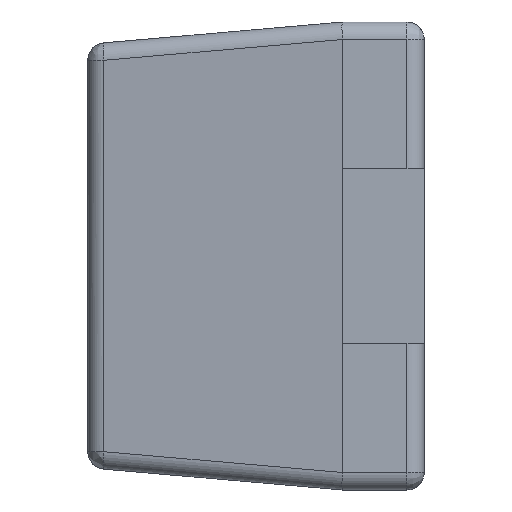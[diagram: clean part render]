
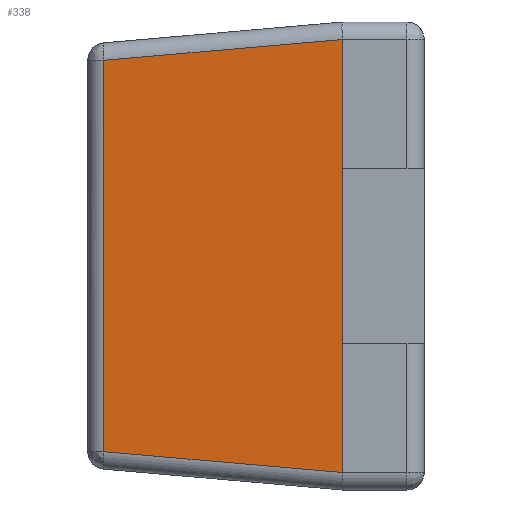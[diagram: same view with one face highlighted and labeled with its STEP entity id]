
A CAD part, left-side view. The second image highlights one B-rep face of the part: STEP entity #338.
In plain terms, the highlighted planar face has unit normal (-0.996, 0.087, 0).
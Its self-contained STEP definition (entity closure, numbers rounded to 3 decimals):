
#338=ADVANCED_FACE('',(#339),#383,.T.);
#339=FACE_BOUND('',#340,.T.);
#340=EDGE_LOOP('',(#341,#350,#357,#364,#371,#378));
#341=ORIENTED_EDGE('',*,*,#342,.T.);
#342=EDGE_CURVE('',#343,#345,#347,.T.);
#343=VERTEX_POINT('',#344);
#344=CARTESIAN_POINT('',(-0.6,0.0,0.37));
#345=VERTEX_POINT('',#346);
#346=CARTESIAN_POINT('',(-0.6,0.0,0.37));
#347=B_SPLINE_CURVE_WITH_KNOTS('',1,(#348,#349),.UNSPECIFIED.,.F.,.U.,(2,2),(0.0,0.),.PIECEWISE_BEZIER_KNOTS.);
#348=CARTESIAN_POINT('',(-0.6,0.0,0.37));
#349=CARTESIAN_POINT('',(-0.6,0.0,0.37));
#350=ORIENTED_EDGE('',*,*,#351,.T.);
#351=EDGE_CURVE('',#345,#352,#354,.T.);
#352=VERTEX_POINT('',#353);
#353=CARTESIAN_POINT('',(-0.564,0.408,0.334));
#354=B_SPLINE_CURVE_WITH_KNOTS('',1,(#355,#356),.UNSPECIFIED.,.F.,.U.,(2,2),(-0.411,0.0),.PIECEWISE_BEZIER_KNOTS.);
#355=CARTESIAN_POINT('',(-0.6,0.0,0.37));
#356=CARTESIAN_POINT('',(-0.564,0.408,0.334));
#357=ORIENTED_EDGE('',*,*,#358,.T.);
#358=EDGE_CURVE('',#352,#359,#361,.T.);
#359=VERTEX_POINT('',#360);
#360=CARTESIAN_POINT('',(-0.564,0.408,-0.334));
#361=B_SPLINE_CURVE_WITH_KNOTS('',1,(#362,#363),.UNSPECIFIED.,.F.,.U.,(2,2),(0.0,0.669),.PIECEWISE_BEZIER_KNOTS.);
#362=CARTESIAN_POINT('',(-0.564,0.408,0.334));
#363=CARTESIAN_POINT('',(-0.564,0.408,-0.334));
#364=ORIENTED_EDGE('',*,*,#365,.T.);
#365=EDGE_CURVE('',#359,#366,#368,.T.);
#366=VERTEX_POINT('',#367);
#367=CARTESIAN_POINT('',(-0.6,0.0,-0.37));
#368=B_SPLINE_CURVE_WITH_KNOTS('',1,(#369,#370),.UNSPECIFIED.,.F.,.U.,(2,2),(-0.411,0.0),.PIECEWISE_BEZIER_KNOTS.);
#369=CARTESIAN_POINT('',(-0.564,0.408,-0.334));
#370=CARTESIAN_POINT('',(-0.6,0.0,-0.37));
#371=ORIENTED_EDGE('',*,*,#372,.T.);
#372=EDGE_CURVE('',#366,#373,#375,.T.);
#373=VERTEX_POINT('',#374);
#374=CARTESIAN_POINT('',(-0.6,0.0,-0.37));
#375=B_SPLINE_CURVE_WITH_KNOTS('',1,(#376,#377),.UNSPECIFIED.,.F.,.U.,(2,2),(0.0,0.),.PIECEWISE_BEZIER_KNOTS.);
#376=CARTESIAN_POINT('',(-0.6,0.0,-0.37));
#377=CARTESIAN_POINT('',(-0.6,0.0,-0.37));
#378=ORIENTED_EDGE('',*,*,#379,.T.);
#379=EDGE_CURVE('',#373,#343,#380,.T.);
#380=B_SPLINE_CURVE_WITH_KNOTS('',1,(#381,#382),.UNSPECIFIED.,.F.,.U.,(2,2),(0.0,0.74),.PIECEWISE_BEZIER_KNOTS.);
#381=CARTESIAN_POINT('',(-0.6,0.0,-0.37));
#382=CARTESIAN_POINT('',(-0.6,0.0,0.37));
#383=PLANE('',#384);
#384=AXIS2_PLACEMENT_3D('',#385,#386,#387);
#385=CARTESIAN_POINT('',(-0.508,1.046,-1.044));
#386=DIRECTION('',(-0.996,0.087,0.));
#387=DIRECTION('',(0.087,0.996,0.));
